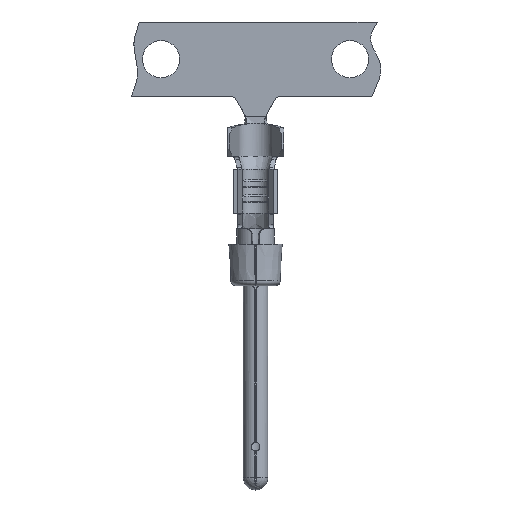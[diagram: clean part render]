
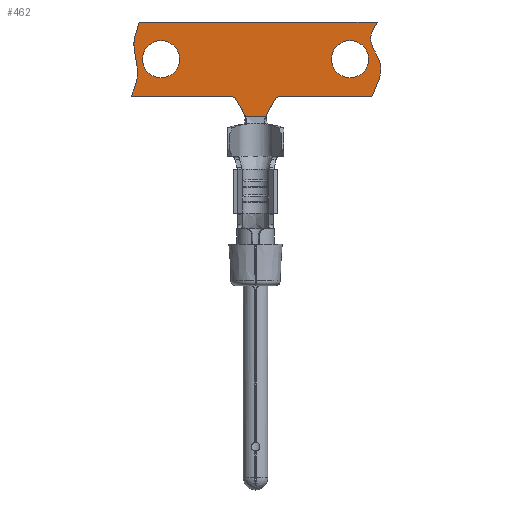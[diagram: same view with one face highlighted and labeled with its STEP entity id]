
A CAD part, top view. The second image highlights one B-rep face of the part: STEP entity #462.
In plain terms, the highlighted planar face has unit normal (0, 0, 1).
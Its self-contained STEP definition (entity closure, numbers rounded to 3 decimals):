
#462 = ADVANCED_FACE( '', ( #924, #925, #926 ), #927, .T. );
#924 = FACE_OUTER_BOUND( '', #2195, .T. );
#925 = FACE_BOUND( '', #2196, .T. );
#926 = FACE_BOUND( '', #2197, .T. );
#927 = PLANE( '', #2198 );
#2195 = EDGE_LOOP( '', ( #3457, #3458, #3459, #3460, #3461, #3462, #3463, #3464, #3465, #3466, #3467, #3468 ) );
#2196 = EDGE_LOOP( '', ( #3469 ) );
#2197 = EDGE_LOOP( '', ( #3470 ) );
#2198 = AXIS2_PLACEMENT_3D( '', #3471, #3472, #3473 );
#3457 = ORIENTED_EDGE( '', *, *, #3726, .F. );
#3458 = ORIENTED_EDGE( '', *, *, #3716, .T. );
#3459 = ORIENTED_EDGE( '', *, *, #3570, .T. );
#3460 = ORIENTED_EDGE( '', *, *, #3860, .T. );
#3461 = ORIENTED_EDGE( '', *, *, #4019, .T. );
#3462 = ORIENTED_EDGE( '', *, *, #3800, .T. );
#3463 = ORIENTED_EDGE( '', *, *, #3865, .T. );
#3464 = ORIENTED_EDGE( '', *, *, #4010, .T. );
#3465 = ORIENTED_EDGE( '', *, *, #3922, .T. );
#3466 = ORIENTED_EDGE( '', *, *, #3589, .T. );
#3467 = ORIENTED_EDGE( '', *, *, #4017, .T. );
#3468 = ORIENTED_EDGE( '', *, *, #3734, .T. );
#3469 = ORIENTED_EDGE( '', *, *, #3891, .F. );
#3470 = ORIENTED_EDGE( '', *, *, #3850, .T. );
#3471 = CARTESIAN_POINT( '', ( -6., 7.63, -0.55 ) );
#3472 = DIRECTION( '', ( 0., 0., 1. ) );
#3473 = DIRECTION( '', ( 1., 0., 0. ) );
#3570 = EDGE_CURVE( '', #4159, #4163, #4165, .T. );
#3589 = EDGE_CURVE( '', #4200, #4198, #4201, .F. );
#3716 = EDGE_CURVE( '', #4398, #4159, #4399, .T. );
#3726 = EDGE_CURVE( '', #4398, #4415, #4416, .T. );
#3734 = EDGE_CURVE( '', #4424, #4415, #4425, .T. );
#3800 = EDGE_CURVE( '', #4528, #4526, #4529, .T. );
#3850 = EDGE_CURVE( '', #4600, #4600, #4601, .F. );
#3860 = EDGE_CURVE( '', #4163, #4610, #4612, .F. );
#3865 = EDGE_CURVE( '', #4526, #4617, #4618, .T. );
#3891 = EDGE_CURVE( '', #4651, #4651, #4652, .T. );
#3922 = EDGE_CURVE( '', #4688, #4200, #4689, .T. );
#4010 = EDGE_CURVE( '', #4617, #4688, #4782, .T. );
#4017 = EDGE_CURVE( '', #4198, #4424, #4789, .T. );
#4019 = EDGE_CURVE( '', #4610, #4528, #4791, .T. );
#4159 = VERTEX_POINT( '', #5145 );
#4163 = VERTEX_POINT( '', #5151 );
#4165 = LINE( '', #5154, #5155 );
#4198 = VERTEX_POINT( '', #5206 );
#4200 = VERTEX_POINT( '', #5209 );
#4201 = CIRCLE( '', #5210, 0.25 );
#4398 = VERTEX_POINT( '', #5863 );
#4399 = B_SPLINE_CURVE_WITH_KNOTS( '', 3, ( #5864, #5865, #5866, #5867, #5868, #5869 ), .UNSPECIFIED., .F., .F., ( 4, 1, 1, 4 ), ( 0., 0.268, 0.713, 1. ), .UNSPECIFIED. );
#4415 = VERTEX_POINT( '', #5896 );
#4416 = LINE( '', #5897, #5898 );
#4424 = VERTEX_POINT( '', #5910 );
#4425 = B_SPLINE_CURVE_WITH_KNOTS( '', 3, ( #5911, #5912, #5913, #5914, #5915, #5916 ), .UNSPECIFIED., .F., .F., ( 4, 1, 1, 4 ), ( 0., 0.428, 0.768, 1. ), .UNSPECIFIED. );
#4526 = VERTEX_POINT( '', #6251 );
#4528 = VERTEX_POINT( '', #6256 );
#4529 = B_SPLINE_CURVE_WITH_KNOTS( '', 3, ( #6257, #6258, #6259, #6260 ), .UNSPECIFIED., .F., .F., ( 4, 4 ), ( 0., 0. ), .UNSPECIFIED. );
#4600 = VERTEX_POINT( '', #6446 );
#4601 = CIRCLE( '', #6447, 0.75 );
#4610 = VERTEX_POINT( '', #6456 );
#4612 = CIRCLE( '', #6459, 0.25 );
#4617 = VERTEX_POINT( '', #6464 );
#4618 = LINE( '', #6465, #6466 );
#4651 = VERTEX_POINT( '', #6543 );
#4652 = CIRCLE( '', #6544, 0.75 );
#4688 = VERTEX_POINT( '', #6623 );
#4689 = LINE( '', #6624, #6625 );
#4782 = B_SPLINE_CURVE_WITH_KNOTS( '', 3, ( #6883, #6884, #6885, #6886 ), .UNSPECIFIED., .F., .F., ( 4, 4 ), ( 0., 0. ), .UNSPECIFIED. );
#4789 = LINE( '', #6893, #6894 );
#4791 = LINE( '', #6896, #6897 );
#5145 = CARTESIAN_POINT( '', ( -5.015, 7.63, -0.55 ) );
#5151 = CARTESIAN_POINT( '', ( -1.006, 7.63, -0.55 ) );
#5154 = CARTESIAN_POINT( '', ( -6., 7.63, -0.55 ) );
#5155 = VECTOR( '', #6984, 1000. );
#5206 = CARTESIAN_POINT( '', ( 1.006, 7.63, -0.55 ) );
#5209 = CARTESIAN_POINT( '', ( 0.79, 7.505, -0.55 ) );
#5210 = AXIS2_PLACEMENT_3D( '', #7001, #7002, #7003 );
#5863 = CARTESIAN_POINT( '', ( -4.695, 10.63, -0.55 ) );
#5864 = CARTESIAN_POINT( '', ( -4.695, 10.63, -0.55 ) );
#5865 = CARTESIAN_POINT( '', ( -4.791, 10.33, -0.55 ) );
#5866 = CARTESIAN_POINT( '', ( -5.047, 9.677, -0.55 ) );
#5867 = CARTESIAN_POINT( '', ( -4.595, 8.592, -0.55 ) );
#5868 = CARTESIAN_POINT( '', ( -4.897, 7.929, -0.55 ) );
#5869 = CARTESIAN_POINT( '', ( -5.015, 7.63, -0.55 ) );
#5896 = CARTESIAN_POINT( '', ( 4.9, 10.63, -0.55 ) );
#5897 = CARTESIAN_POINT( '', ( -6., 10.63, -0.55 ) );
#5898 = VECTOR( '', #7091, 1000. );
#5910 = CARTESIAN_POINT( '', ( 4.691, 7.63, -0.55 ) );
#5911 = CARTESIAN_POINT( '', ( 4.691, 7.63, -0.55 ) );
#5912 = CARTESIAN_POINT( '', ( 4.894, 8.082, -0.55 ) );
#5913 = CARTESIAN_POINT( '', ( 5.314, 8.856, -0.55 ) );
#5914 = CARTESIAN_POINT( '', ( 4.452, 9.84, -0.55 ) );
#5915 = CARTESIAN_POINT( '', ( 4.772, 10.395, -0.55 ) );
#5916 = CARTESIAN_POINT( '', ( 4.9, 10.63, -0.55 ) );
#6251 = CARTESIAN_POINT( '', ( -0.405, 6.83, -0.55 ) );
#6256 = CARTESIAN_POINT( '', ( -0.425, 6.873, -0.55 ) );
#6257 = CARTESIAN_POINT( '', ( -0.425, 6.873, -0.55 ) );
#6258 = CARTESIAN_POINT( '', ( -0.417, 6.859, -0.55 ) );
#6259 = CARTESIAN_POINT( '', ( -0.41, 6.845, -0.55 ) );
#6260 = CARTESIAN_POINT( '', ( -0.405, 6.83, -0.55 ) );
#6446 = CARTESIAN_POINT( '', ( -3.06, 9.13, -0.55 ) );
#6447 = AXIS2_PLACEMENT_3D( '', #7181, #7182, #7183 );
#6456 = CARTESIAN_POINT( '', ( -0.79, 7.505, -0.55 ) );
#6459 = AXIS2_PLACEMENT_3D( '', #7197, #7198, #7199 );
#6464 = CARTESIAN_POINT( '', ( 0.405, 6.83, -0.55 ) );
#6465 = CARTESIAN_POINT( '', ( -0.4, 6.83, -0.55 ) );
#6466 = VECTOR( '', #7206, 1000. );
#6543 = CARTESIAN_POINT( '', ( 4.56, 9.13, -0.55 ) );
#6544 = AXIS2_PLACEMENT_3D( '', #7228, #7229, #7230 );
#6623 = CARTESIAN_POINT( '', ( 0.425, 6.873, -0.55 ) );
#6624 = CARTESIAN_POINT( '', ( 0.4, 6.83, -0.55 ) );
#6625 = VECTOR( '', #7259, 1000. );
#6883 = CARTESIAN_POINT( '', ( 0.405, 6.83, -0.55 ) );
#6884 = CARTESIAN_POINT( '', ( 0.41, 6.845, -0.55 ) );
#6885 = CARTESIAN_POINT( '', ( 0.417, 6.859, -0.55 ) );
#6886 = CARTESIAN_POINT( '', ( 0.425, 6.873, -0.55 ) );
#6893 = CARTESIAN_POINT( '', ( -6., 7.63, -0.55 ) );
#6894 = VECTOR( '', #7312, 1000. );
#6896 = CARTESIAN_POINT( '', ( -0.862, 7.63, -0.55 ) );
#6897 = VECTOR( '', #7313, 1000. );
#6984 = DIRECTION( '', ( 1., 0., 0. ) );
#7001 = CARTESIAN_POINT( '', ( 1.006, 7.38, -0.55 ) );
#7002 = DIRECTION( '', ( 0., 0., 1. ) );
#7003 = DIRECTION( '', ( 1., 0., 0. ) );
#7091 = DIRECTION( '', ( 1., 0., 0. ) );
#7181 = CARTESIAN_POINT( '', ( -3.81, 9.13, -0.55 ) );
#7182 = DIRECTION( '', ( 0., 0., 1. ) );
#7183 = DIRECTION( '', ( 1., 0., 0. ) );
#7197 = CARTESIAN_POINT( '', ( -1.006, 7.38, -0.55 ) );
#7198 = DIRECTION( '', ( 0., 0., 1. ) );
#7199 = DIRECTION( '', ( 1., 0., 0. ) );
#7206 = DIRECTION( '', ( 1., 0., 0. ) );
#7228 = CARTESIAN_POINT( '', ( 3.81, 9.13, -0.55 ) );
#7229 = DIRECTION( '', ( 0., 0., 1. ) );
#7230 = DIRECTION( '', ( 1., 0., 0. ) );
#7259 = DIRECTION( '', ( 0.5, 0.866, 0. ) );
#7312 = DIRECTION( '', ( 1., 0., 0. ) );
#7313 = DIRECTION( '', ( 0.5, -0.866, 0. ) );
